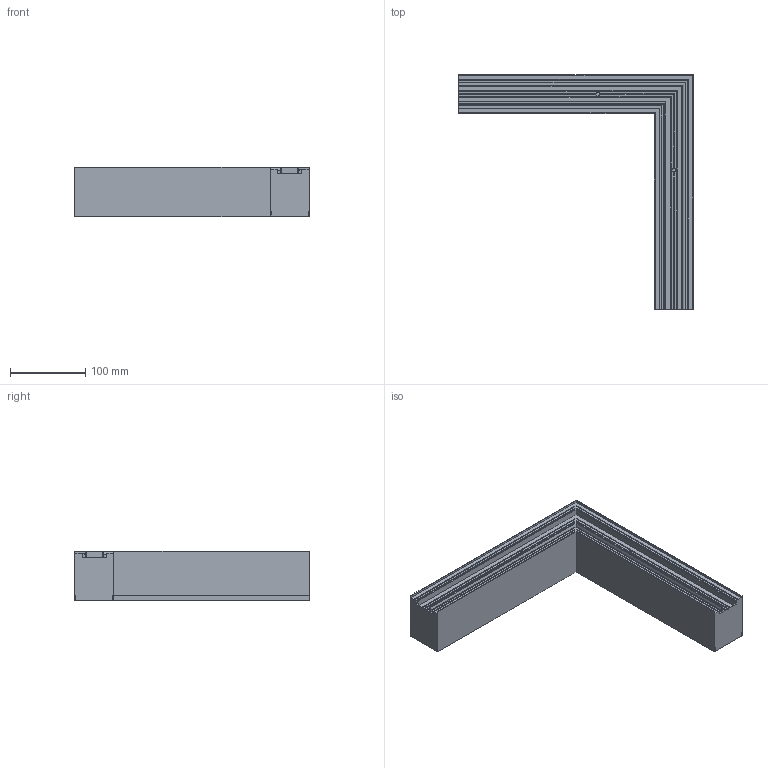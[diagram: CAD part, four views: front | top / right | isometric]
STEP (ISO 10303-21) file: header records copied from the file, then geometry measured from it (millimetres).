
FILE_DESCRIPTION(/* description */ ('This is a sample STEP configuration'),/* implementation_level */ '2;1');
FILE_NAME(/* name */ '715-0117101xxxxxx SIMPLE.ipt_Rev_01.stp',/* time_stamp */ '2023-10-05T08:55:25+02:00',/* author */ ('powerJobs'),/* organization */ ('coolOrange'),/* preprocessor_version */ 'ST-DEVELOPER v19.2',/* originating_system */ 'Autodesk Inventor 2023',/* authorisation */ '');
FILE_SCHEMA (('AUTOMOTIVE_DESIGN { 1 0 10303 214 3 1 1 }'));
Length unit declared in the file: millimetre
Products named in the file (1): ENG000025141
Bounding box: 311 x 311 x 65 mm (x, y, z)
Volume: 1755140.8 mm3; surface area: 194697.1 mm2
Topology: 3 solids, 3 shells, 139 faces, 388 edges, 255 vertices
Faces by surface type: plane 139
Entity records: 4395 total; most frequent: CARTESIAN_POINT 783, ORIENTED_EDGE 776, DIRECTION 668, LINE 388, VECTOR 388, EDGE_CURVE 388, VERTEX_POINT 255, AXIS2_PLACEMENT_3D 140
